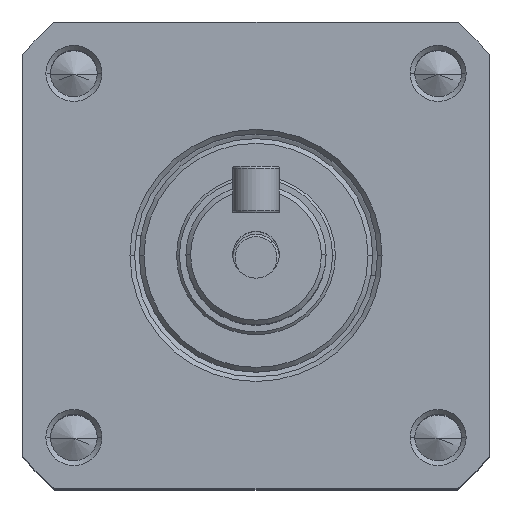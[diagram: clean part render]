
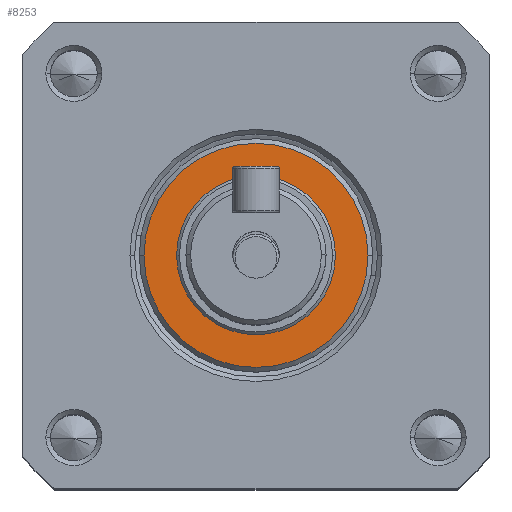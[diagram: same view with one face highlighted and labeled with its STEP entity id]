
A CAD part, top view. The second image highlights one B-rep face of the part: STEP entity #8253.
In plain terms, the highlighted planar face has unit normal (0, 0, 1).
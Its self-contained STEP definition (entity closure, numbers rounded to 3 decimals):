
#284 = CIRCLE ( 'NONE', #8463, 12. ) ;
#300 = EDGE_LOOP ( 'NONE', ( #1327, #1981 ) ) ;
#313 = CARTESIAN_POINT ( 'NONE',  ( 0., 0., 71.8 ) ) ;
#314 = EDGE_CURVE ( 'NONE', #3787, #1659, #284, .T. ) ;
#668 = CARTESIAN_POINT ( 'NONE',  ( 0., 0., 71.8 ) ) ;
#782 = CARTESIAN_POINT ( 'NONE',  ( 0., 0., 71.8 ) ) ;
#1051 = DIRECTION ( 'NONE',  ( 0., 0., 1. ) ) ;
#1105 = VERTEX_POINT ( 'NONE', #4368 ) ;
#1155 = EDGE_LOOP ( 'NONE', ( #3937, #8834 ) ) ;
#1235 = AXIS2_PLACEMENT_3D ( 'NONE', #6916, #1785, #6184 ) ;
#1276 = AXIS2_PLACEMENT_3D ( 'NONE', #313, #1051, #6199 ) ;
#1293 = CIRCLE ( 'NONE', #1235, 8.5 ) ;
#1327 = ORIENTED_EDGE ( 'NONE', *, *, #314, .T. ) ;
#1328 = FACE_BOUND ( 'NONE', #1155, .T. ) ;
#1400 = DIRECTION ( 'NONE',  ( 1., 0., 0. ) ) ;
#1541 = CARTESIAN_POINT ( 'NONE',  ( 0., 0., 71.8 ) ) ;
#1659 = VERTEX_POINT ( 'NONE', #2663 ) ;
#1785 = DIRECTION ( 'NONE',  ( 0., 0., 1. ) ) ;
#1981 = ORIENTED_EDGE ( 'NONE', *, *, #8559, .T. ) ;
#2013 = CIRCLE ( 'NONE', #6011, 12. ) ;
#2043 = EDGE_CURVE ( 'NONE', #3648, #1105, #1293, .T. ) ;
#2280 = DIRECTION ( 'NONE',  ( 1., 0., 0. ) ) ;
#2663 = CARTESIAN_POINT ( 'NONE',  ( 12., 0., 71.8 ) ) ;
#2664 = DIRECTION ( 'NONE',  ( 0., 0., 1. ) ) ;
#3272 = FACE_OUTER_BOUND ( 'NONE', #300, .T. ) ;
#3648 = VERTEX_POINT ( 'NONE', #4950 ) ;
#3695 = CIRCLE ( 'NONE', #6883, 8.5 ) ;
#3787 = VERTEX_POINT ( 'NONE', #5081 ) ;
#3937 = ORIENTED_EDGE ( 'NONE', *, *, #2043, .F. ) ;
#4368 = CARTESIAN_POINT ( 'NONE',  ( 8.5, 0., 71.8 ) ) ;
#4736 = PLANE ( 'NONE',  #1276 ) ;
#4950 = CARTESIAN_POINT ( 'NONE',  ( -8.5, 0., 71.8 ) ) ;
#5081 = CARTESIAN_POINT ( 'NONE',  ( -12., 0., 71.8 ) ) ;
#5812 = DIRECTION ( 'NONE',  ( 0., 0., 1. ) ) ;
#6011 = AXIS2_PLACEMENT_3D ( 'NONE', #668, #5812, #1400 ) ;
#6184 = DIRECTION ( 'NONE',  ( 1., 0., 0. ) ) ;
#6199 = DIRECTION ( 'NONE',  ( 1., 0., 0. ) ) ;
#6683 = DIRECTION ( 'NONE',  ( 0., 0., 1. ) ) ;
#6883 = AXIS2_PLACEMENT_3D ( 'NONE', #1541, #6683, #2280 ) ;
#6916 = CARTESIAN_POINT ( 'NONE',  ( 0., 0., 71.8 ) ) ;
#8041 = EDGE_CURVE ( 'NONE', #1105, #3648, #3695, .T. ) ;
#8253 = ADVANCED_FACE ( 'NONE', ( #3272, #1328 ), #4736, .T. ) ;
#8463 = AXIS2_PLACEMENT_3D ( 'NONE', #782, #2664, #9341 ) ;
#8559 = EDGE_CURVE ( 'NONE', #1659, #3787, #2013, .T. ) ;
#8834 = ORIENTED_EDGE ( 'NONE', *, *, #8041, .F. ) ;
#9341 = DIRECTION ( 'NONE',  ( 1., 0., 0. ) ) ;
